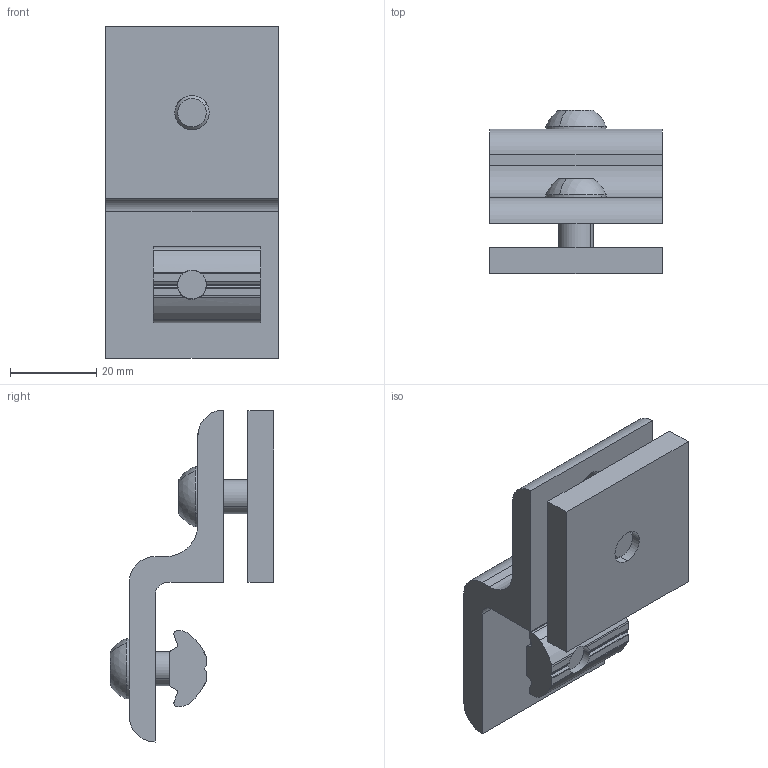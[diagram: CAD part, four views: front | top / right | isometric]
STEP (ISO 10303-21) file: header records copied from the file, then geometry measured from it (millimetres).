
FILE_DESCRIPTION (( 'STEP AP214' ), '1' );
FILE_NAME ('40mm Universal Panel Retainer w M8 Straight Nut-Black(40DPR-0411-002-02).STEP', '2023-08-30T13:31:55', ( '' ), ( '' ), 'SwSTEP 2.0', 'SolidWorks 2020', '' );
FILE_SCHEMA (( 'AUTOMOTIVE_DESIGN' ));
Length unit declared in the file: millimetre
Products named in the file (1): 40mm Universal Panel Retainer w M8 Straight Nut-Black(40DPR-0411-002-02)
Bounding box: 40 x 37.95 x 77 mm (x, y, z)
Volume: 34854.6 mm3; surface area: 15922.7 mm2
Topology: 5 solids, 5 shells, 124 faces, 319 edges, 202 vertices
Faces by surface type: plane 62, cylinder 44, cone 10, sphere 4, torus 4
Entity records: 5259 total; most frequent: CARTESIAN_POINT 749, DIRECTION 665, ORIENTED_EDGE 630, EDGE_CURVE 315, AXIS2_PLACEMENT_3D 246, VERTEX_POINT 202, LINE 173, VECTOR 173
